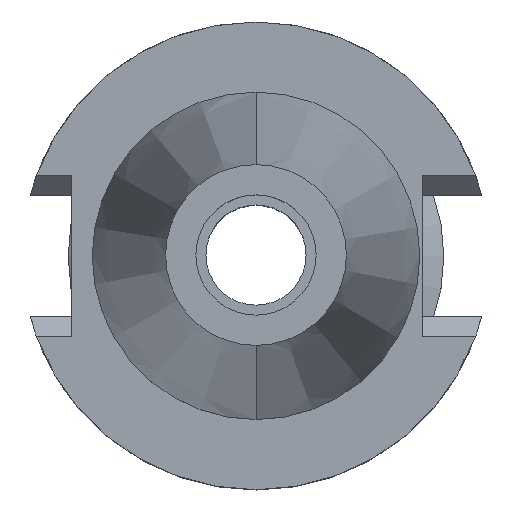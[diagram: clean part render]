
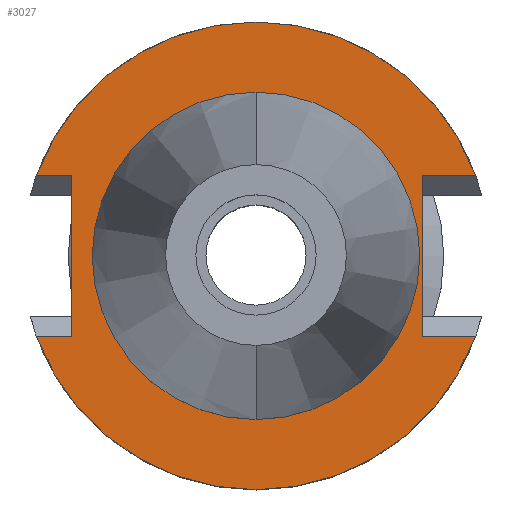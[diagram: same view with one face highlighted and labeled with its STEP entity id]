
A CAD part, top view. The second image highlights one B-rep face of the part: STEP entity #3027.
In plain terms, the highlighted planar face has unit normal (0, 0, 1).
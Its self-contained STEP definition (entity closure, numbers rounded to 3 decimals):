
#94=DIRECTION('',(0.,-1.,0.));
#95=VECTOR('',#94,21.78);
#96=CARTESIAN_POINT('',(22.57,10.89,-1.));
#97=LINE('',#96,#95);
#101=DIRECTION('',(1.,0.,0.));
#102=VECTOR('',#101,7.254);
#103=CARTESIAN_POINT('',(22.57,-10.89,-1.));
#104=LINE('',#103,#102);
#108=CARTESIAN_POINT('',(0.,0.,-1.));
#109=DIRECTION('',(0.,0.,-1.));
#110=DIRECTION('',(0.939,-0.343,0.));
#111=AXIS2_PLACEMENT_3D('',#108,#109,#110);
#116=CARTESIAN_POINT('',(0.,0.,-1.));
#117=DIRECTION('',(0.,0.,-1.));
#118=DIRECTION('',(0.,-1.,0.));
#119=AXIS2_PLACEMENT_3D('',#116,#117,#118);
#124=DIRECTION('',(-1.,0.,0.));
#125=VECTOR('',#124,4.844);
#126=CARTESIAN_POINT('',(-24.98,10.89,-1.));
#127=LINE('',#126,#125);
#131=CARTESIAN_POINT('',(0.,0.,-1.));
#132=DIRECTION('',(0.,0.,-1.));
#133=DIRECTION('',(-0.939,0.343,0.));
#134=AXIS2_PLACEMENT_3D('',#131,#132,#133);
#139=CARTESIAN_POINT('',(0.,0.,-1.));
#140=DIRECTION('',(0.,0.,-1.));
#141=DIRECTION('',(0.,1.,0.));
#142=AXIS2_PLACEMENT_3D('',#139,#140,#141);
#147=CARTESIAN_POINT('',(0.,0.,-1.));
#148=DIRECTION('',(0.,0.,1.));
#149=DIRECTION('',(0.,-1.,0.));
#150=AXIS2_PLACEMENT_3D('',#147,#148,#149);
#155=CARTESIAN_POINT('',(0.,0.,-1.));
#156=DIRECTION('',(0.,0.,1.));
#157=DIRECTION('',(0.,1.,0.));
#158=AXIS2_PLACEMENT_3D('',#155,#156,#157);
#291=DIRECTION('',(1.,0.,0.));
#292=VECTOR('',#291,7.254);
#293=CARTESIAN_POINT('',(22.57,10.89,-1.));
#294=LINE('',#293,#292);
#308=CARTESIAN_POINT('',(29.824,10.89,-1.));
#335=DIRECTION('',(0.,-1.,0.));
#336=VECTOR('',#335,21.78);
#337=CARTESIAN_POINT('',(-24.98,10.89,-1.));
#338=LINE('',#337,#336);
#561=DIRECTION('',(-1.,0.,0.));
#562=VECTOR('',#561,4.844);
#563=CARTESIAN_POINT('',(-24.98,-10.89,-1.));
#564=LINE('',#563,#562);
#575=CARTESIAN_POINT('',(29.824,-10.89,-1.));
#600=CARTESIAN_POINT('',(-29.824,-10.89,-1.));
#2774=CARTESIAN_POINT('',(22.57,-10.89,-1.));
#2775=VERTEX_POINT('',#2774);
#2776=CARTESIAN_POINT('',(22.57,10.89,-1.));
#2777=VERTEX_POINT('',#2776);
#2817=CARTESIAN_POINT('',(-24.98,10.89,-1.));
#2818=VERTEX_POINT('',#2817);
#2819=CARTESIAN_POINT('',(-24.98,-10.89,-1.));
#2820=VERTEX_POINT('',#2819);
#2863=VERTEX_POINT('',#575);
#2864=VERTEX_POINT('',#600);
#2865=CARTESIAN_POINT('',(0.,-31.75,-1.));
#2866=VERTEX_POINT('',#2865);
#2869=VERTEX_POINT('',#308);
#2870=CARTESIAN_POINT('',(0.,31.75,-1.));
#2871=VERTEX_POINT('',#2870);
#2872=CARTESIAN_POINT('',(-29.824,10.89,-1.));
#2873=VERTEX_POINT('',#2872);
#2874=CARTESIAN_POINT('',(0.,-22.225,-1.));
#2875=CARTESIAN_POINT('',(0.,22.225,-1.));
#2876=VERTEX_POINT('',#2874);
#2877=VERTEX_POINT('',#2875);
#2996=CARTESIAN_POINT('',(0.,0.,-1.));
#2997=DIRECTION('',(0.,0.,-1.));
#2998=DIRECTION('',(0.,-1.,0.));
#2999=AXIS2_PLACEMENT_3D('',#2996,#2997,#2998);
#3000=PLANE('',#2999);
#3002=ORIENTED_EDGE('',*,*,#3001,.T.);
#3004=ORIENTED_EDGE('',*,*,#3003,.T.);
#3006=ORIENTED_EDGE('',*,*,#3005,.T.);
#3008=ORIENTED_EDGE('',*,*,#3007,.T.);
#3010=ORIENTED_EDGE('',*,*,#3009,.F.);
#3012=ORIENTED_EDGE('',*,*,#3011,.F.);
#3014=ORIENTED_EDGE('',*,*,#3013,.T.);
#3016=ORIENTED_EDGE('',*,*,#3015,.T.);
#3018=ORIENTED_EDGE('',*,*,#3017,.T.);
#3020=ORIENTED_EDGE('',*,*,#3019,.F.);
#3021=EDGE_LOOP('',(#3002,#3004,#3006,#3008,#3010,#3012,#3014,#3016,#3018,
#3020));
#3022=FACE_OUTER_BOUND('',#3021,.F.);
#3023=ORIENTED_EDGE('',*,*,#2975,.T.);
#3024=ORIENTED_EDGE('',*,*,#2991,.T.);
#3025=EDGE_LOOP('',(#3023,#3024));
#3026=FACE_BOUND('',#3025,.F.);
#112=CIRCLE('',#111,31.75);
#120=CIRCLE('',#119,31.75);
#135=CIRCLE('',#134,31.75);
#143=CIRCLE('',#142,31.75);
#151=CIRCLE('',#150,22.225);
#159=CIRCLE('',#158,22.225);
#2975=EDGE_CURVE('',#2876,#2877,#151,.T.);
#2991=EDGE_CURVE('',#2877,#2876,#159,.T.);
#3001=EDGE_CURVE('',#2777,#2775,#97,.T.);
#3003=EDGE_CURVE('',#2775,#2863,#104,.T.);
#3005=EDGE_CURVE('',#2863,#2866,#112,.T.);
#3007=EDGE_CURVE('',#2866,#2864,#120,.T.);
#3009=EDGE_CURVE('',#2820,#2864,#564,.T.);
#3011=EDGE_CURVE('',#2818,#2820,#338,.T.);
#3013=EDGE_CURVE('',#2818,#2873,#127,.T.);
#3015=EDGE_CURVE('',#2873,#2871,#135,.T.);
#3017=EDGE_CURVE('',#2871,#2869,#143,.T.);
#3019=EDGE_CURVE('',#2777,#2869,#294,.T.);
#3027=ADVANCED_FACE('',(#3022,#3026),#3000,.F.);
